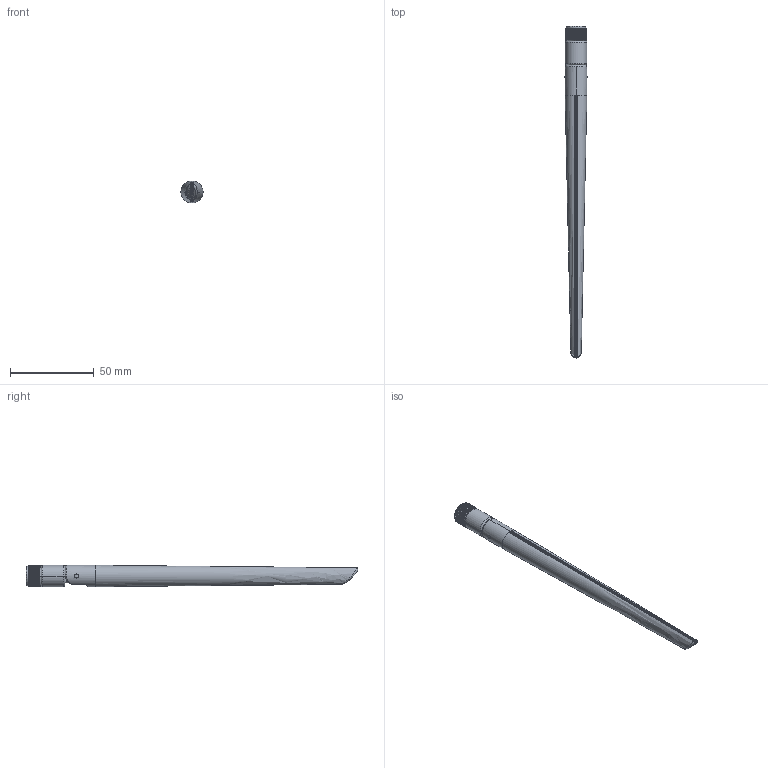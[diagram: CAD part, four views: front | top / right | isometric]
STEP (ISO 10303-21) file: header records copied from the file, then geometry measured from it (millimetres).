
FILE_DESCRIPTION (( 'STEP AP214' ), '1' );
FILE_NAME ('TI.85.2113_Web.STEP', '2024-09-06T07:01:02', ( '' ), ( '' ), 'SwSTEP 2.0', 'SolidWorks 2022', '' );
FILE_SCHEMA (( 'AUTOMOTIVE_DESIGN' ));
Length unit declared in the file: millimetre
Products named in the file (1): TI.85.2113_Web
Bounding box: 13.21 x 198.43 x 13 mm (x, y, z)
Surface area: 7870.1 mm2 (no closed solid volume)
Topology: 0 solids, 13 shells, 242 faces, 1324 edges, 1015 vertices
Faces by surface type: plane 97, cylinder 74, bspline 63, cone 8
Entity records: 19465 total; most frequent: CARTESIAN_POINT 7644, ORIENTED_EDGE 1824, DIRECTION 1587, EDGE_CURVE 1323, VERTEX_POINT 1015, LINE 715, VECTOR 715, AXIS2_PLACEMENT_3D 436
